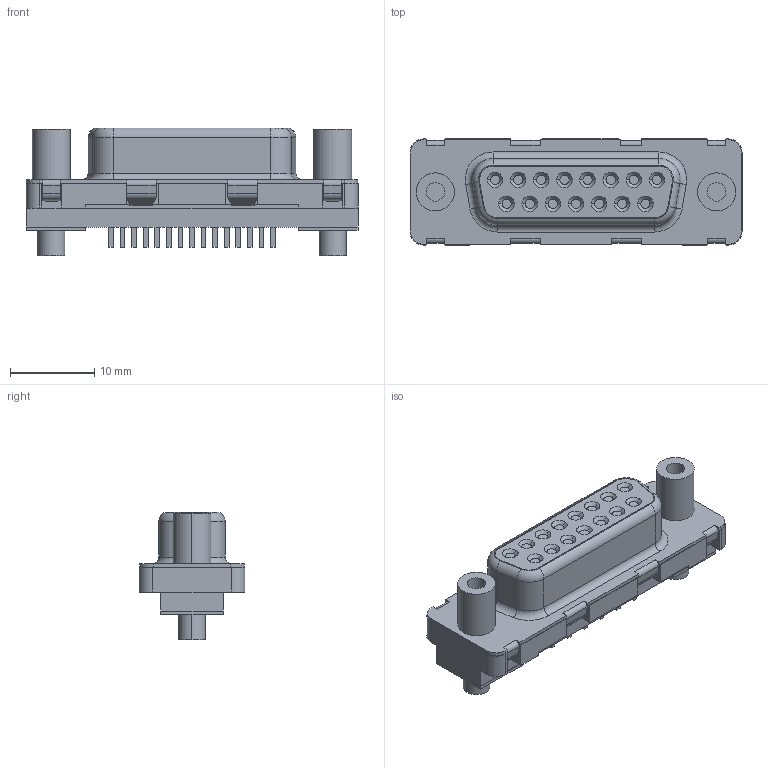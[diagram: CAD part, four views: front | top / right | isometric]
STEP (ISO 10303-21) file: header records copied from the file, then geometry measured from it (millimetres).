
FILE_DESCRIPTION((''),'2;1');
FILE_NAME('FCI_D15S24A4GV00LF.stp','2014-01-29T15:28:07',(''),(''),'Mechanical Desktop 2011','Mechanical Desktop 2011',', , ');
FILE_SCHEMA(('AUTOMOTIVE_DESIGN { 1 2 10303 214 1 1 1 1 }'));
Length unit declared in the file: millimetre
Products named in the file (1): Product
Bounding box: 39.32 x 12.55 x 15.1 mm (x, y, z)
Volume: 3470.4 mm3; surface area: 5981.6 mm2
Topology: 40 solids, 40 shells, 553 faces, 1307 edges, 845 vertices
Faces by surface type: plane 345, cylinder 152, cone 34, torus 16, bspline 6
Entity records: 16670 total; most frequent: CARTESIAN_POINT 3604, DIRECTION 2748, ORIENTED_EDGE 2614, EDGE_CURVE 1307, AXIS2_PLACEMENT_3D 933, VECTOR 882, LINE 882, VERTEX_POINT 845
